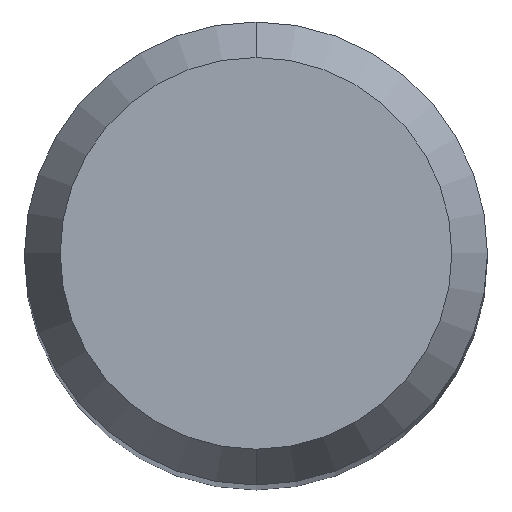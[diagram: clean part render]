
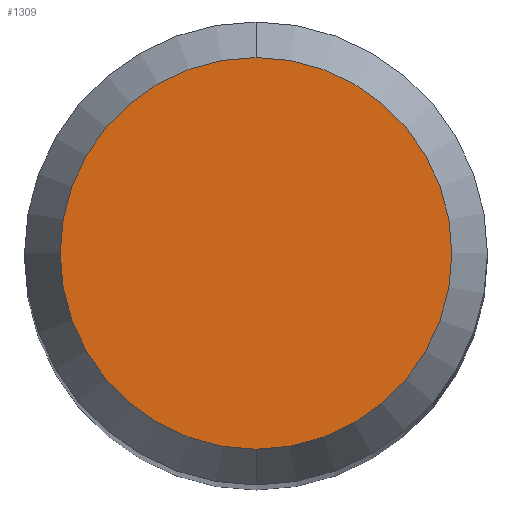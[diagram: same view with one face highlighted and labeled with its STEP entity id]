
A CAD part, top view. The second image highlights one B-rep face of the part: STEP entity #1309.
In plain terms, the highlighted planar face has unit normal (0, 0, 1).
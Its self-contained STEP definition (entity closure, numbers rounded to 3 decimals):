
#1309=ADVANCED_FACE('',(#2502),#2503,.T.);
#1367=VERTEX_POINT('',#2568);
#1369=VERTEX_POINT('',#2570);
#1537=EDGE_CURVE('',#1367,#1369,#2749,.T.);
#1631=EDGE_CURVE('',#1369,#1367,#2850,.T.);
#2502=FACE_OUTER_BOUND('',#9132,.T.);
#2503=PLANE('',#9133);
#2568=CARTESIAN_POINT('',(0.,-2.538,0.0));
#2570=CARTESIAN_POINT('',(0.0,2.538,0.0));
#2749=CIRCLE('',#10705,2.538);
#2850=CIRCLE('',#11248,2.538);
#9132=EDGE_LOOP('',(#12750,#12751));
#9133=AXIS2_PLACEMENT_3D('',#12752,#12753,#12754);
#10705=AXIS2_PLACEMENT_3D('',#12990,#12991,#12992);
#11248=AXIS2_PLACEMENT_3D('',#13097,#13098,#13099);
#12750=ORIENTED_EDGE('',*,*,#1631,.F.);
#12751=ORIENTED_EDGE('',*,*,#1537,.F.);
#12752=CARTESIAN_POINT('',(0.0,1.269,0.0));
#12753=DIRECTION('',(-0.0,0.0,1.0));
#12754=DIRECTION('',(0.0,-1.0,0.0));
#12990=CARTESIAN_POINT('',(0.0,0.0,0.0));
#12991=DIRECTION('',(0.0,0.0,-1.0));
#12992=DIRECTION('',(0.0,1.0,0.0));
#13097=CARTESIAN_POINT('',(0.0,0.0,0.0));
#13098=DIRECTION('',(0.0,0.0,-1.0));
#13099=DIRECTION('',(0.0,1.0,0.0));
